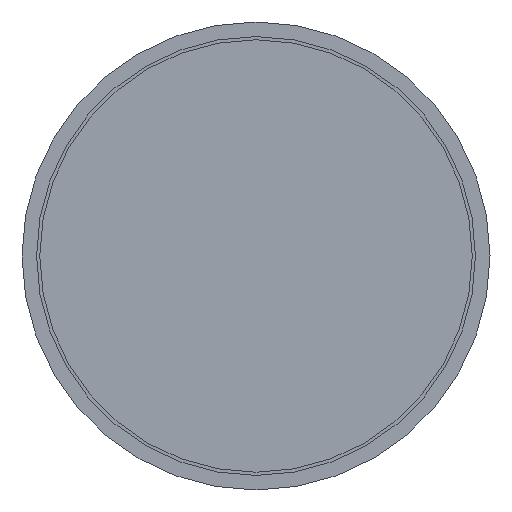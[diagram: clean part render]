
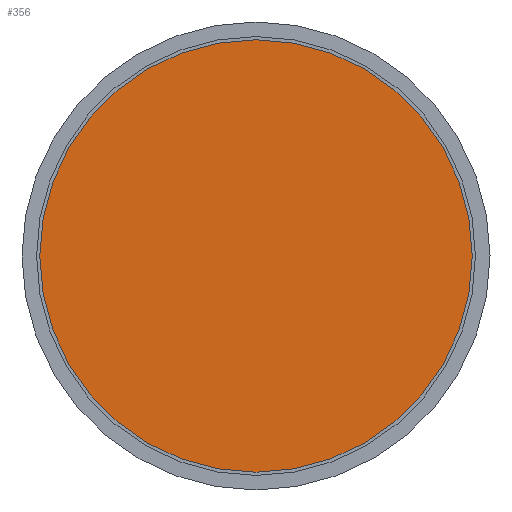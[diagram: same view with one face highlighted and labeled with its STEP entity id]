
A CAD part, left-side view. The second image highlights one B-rep face of the part: STEP entity #356.
In plain terms, the highlighted planar face has unit normal (-1, 0, 0).
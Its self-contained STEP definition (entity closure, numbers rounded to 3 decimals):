
#25=PLANE('',#400);
#41=FACE_OUTER_BOUND('',#69,.T.);
#69=EDGE_LOOP('',(#248));
#141=CIRCLE('',#398,17.);
#169=VERTEX_POINT('',#586);
#199=EDGE_CURVE('',#169,#169,#141,.T.);
#248=ORIENTED_EDGE('',*,*,#199,.T.);
#356=ADVANCED_FACE('',(#41),#25,.T.);
#398=AXIS2_PLACEMENT_3D('',#587,#457,#458);
#400=AXIS2_PLACEMENT_3D('',#591,#462,#463);
#457=DIRECTION('center_axis',(-1.,0.,0.));
#458=DIRECTION('ref_axis',(0.,0.,1.));
#462=DIRECTION('center_axis',(-1.,0.,0.));
#463=DIRECTION('ref_axis',(0.,0.,1.));
#586=CARTESIAN_POINT('',(-72.6,0.,-17.));
#587=CARTESIAN_POINT('Origin',(-72.6,0.,0.));
#591=CARTESIAN_POINT('Origin',(-72.6,0.,0.));
